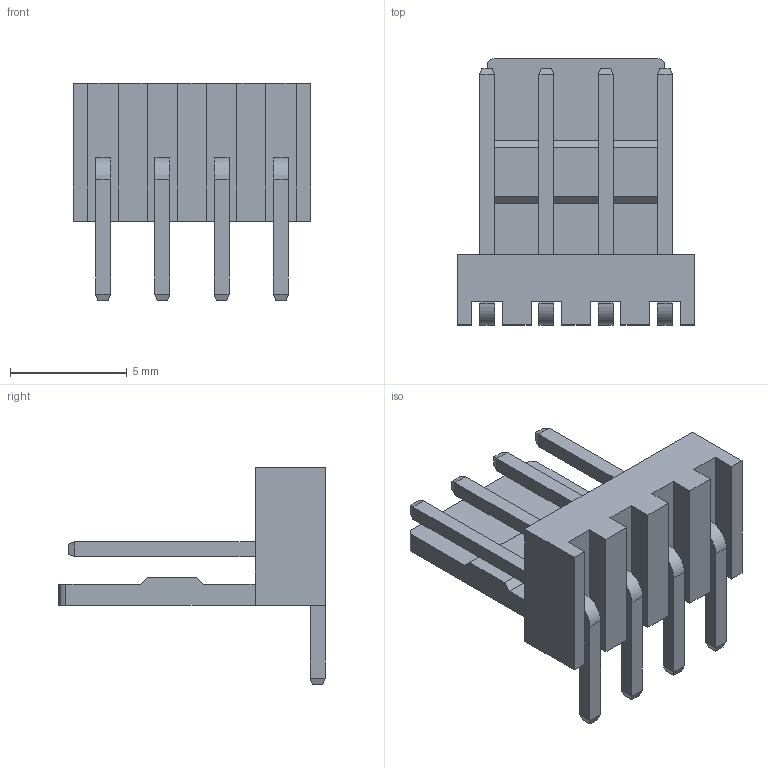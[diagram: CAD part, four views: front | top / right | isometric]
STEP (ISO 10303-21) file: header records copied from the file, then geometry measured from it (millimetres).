
FILE_DESCRIPTION(('STEP AP214'), '1');
FILE_NAME('DS1070 (WF-RB CONNFLY)', '2018-04-28T06:04:19', ('Egor'), (''), 'ASCON STEP Converter 1.3', 'ASCON Math Kernel', '');
FILE_SCHEMA(('AUTOMOTIVE_DESIGN { 1 0 10303 214 3 1 1}'));
Length unit declared in the file: millimetre
Bounding box: 10.16 x 11.4 x 9.3 mm (x, y, z)
Volume: 235.3 mm3; surface area: 542.5 mm2
Topology: 1 solids, 1 shells, 120 faces, 298 edges, 188 vertices
Faces by surface type: plane 110, cylinder 10
Entity records: 4470 total; most frequent: CARTESIAN_POINT 607, ORIENTED_EDGE 596, DIRECTION 560, EDGE_CURVE 298, LINE 278, VECTOR 278, VERTEX_POINT 188, AXIS2_PLACEMENT_3D 141
